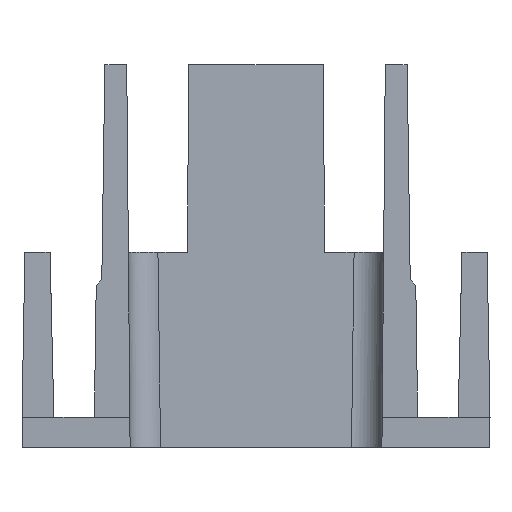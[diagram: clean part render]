
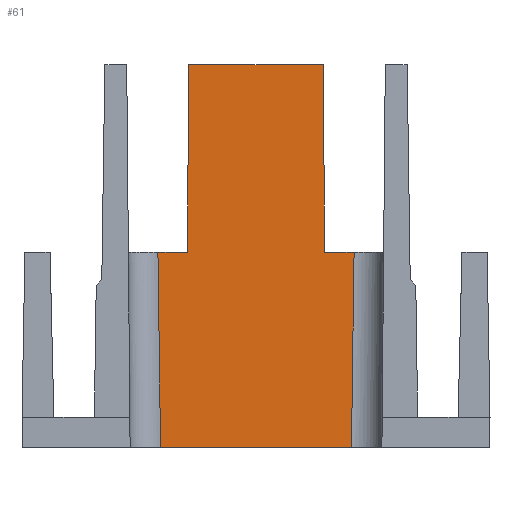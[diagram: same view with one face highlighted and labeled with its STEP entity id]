
A CAD part, front view. The second image highlights one B-rep face of the part: STEP entity #61.
In plain terms, the highlighted planar face has unit normal (0, -1, 0.009).
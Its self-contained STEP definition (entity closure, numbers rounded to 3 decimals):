
#61=ADVANCED_FACE('',(#194),#129,.T.);
#129=PLANE('',#1476);
#194=FACE_OUTER_BOUND('',#264,.T.);
#264=EDGE_LOOP('',(#450,#451,#452,#453,#454,#455,#456,#457));
#327=ELLIPSE('',#1471,2472.025,1.);
#328=ELLIPSE('',#1473,2472.025,1.);
#450=ORIENTED_EDGE('',*,*,#956,.F.);
#451=ORIENTED_EDGE('',*,*,#963,.F.);
#452=ORIENTED_EDGE('',*,*,#967,.T.);
#453=ORIENTED_EDGE('',*,*,#964,.F.);
#454=ORIENTED_EDGE('',*,*,#951,.F.);
#455=ORIENTED_EDGE('',*,*,#968,.T.);
#456=ORIENTED_EDGE('',*,*,#969,.T.);
#457=ORIENTED_EDGE('',*,*,#970,.F.);
#806=VERTEX_POINT('',#2056);
#807=VERTEX_POINT('',#2058);
#811=VERTEX_POINT('',#2067);
#812=VERTEX_POINT('',#2069);
#817=VERTEX_POINT('',#2081);
#818=VERTEX_POINT('',#2085);
#820=VERTEX_POINT('',#2092);
#821=VERTEX_POINT('',#2094);
#951=EDGE_CURVE('',#806,#807,#1148,.T.);
#956=EDGE_CURVE('',#811,#812,#1151,.T.);
#963=EDGE_CURVE('',#817,#811,#327,.T.);
#964=EDGE_CURVE('',#807,#818,#328,.T.);
#967=EDGE_CURVE('',#817,#818,#1157,.T.);
#968=EDGE_CURVE('',#806,#820,#1158,.T.);
#969=EDGE_CURVE('',#820,#821,#1159,.T.);
#970=EDGE_CURVE('',#812,#821,#1160,.T.);
#1148=LINE('',#2057,#1336);
#1151=LINE('',#2068,#1339);
#1157=LINE('',#2090,#1345);
#1158=LINE('',#2091,#1346);
#1159=LINE('',#2093,#1347);
#1160=LINE('',#2095,#1348);
#1336=VECTOR('',#1647,1.);
#1339=VECTOR('',#1656,1.);
#1345=VECTOR('',#1678,1.);
#1346=VECTOR('',#1679,1.);
#1347=VECTOR('',#1680,1.);
#1348=VECTOR('',#1681,1.);
#1471=AXIS2_PLACEMENT_3D('',#2082,#1667,#1668);
#1473=AXIS2_PLACEMENT_3D('',#2084,#1671,#1672);
#1476=AXIS2_PLACEMENT_3D('',#2096,#1682,#1683);
#1647=DIRECTION('',(1.,0.,0.));
#1656=DIRECTION('',(1.,0.,0.));
#1667=DIRECTION('',(0.,-1.,0.009));
#1668=DIRECTION('',(-0.009,0.009,1.));
#1671=DIRECTION('',(0.,-1.,0.009));
#1672=DIRECTION('',(-0.009,-0.009,-1.));
#1678=DIRECTION('',(1.,0.,0.));
#1679=DIRECTION('',(-0.009,0.009,1.));
#1680=DIRECTION('',(-1.,0.,0.));
#1681=DIRECTION('',(0.009,0.009,1.));
#1682=DIRECTION('',(0.,-1.,0.009));
#1683=DIRECTION('',(0.,-0.009,-1.));
#2056=CARTESIAN_POINT('',(2.5,7.452,1.63));
#2057=CARTESIAN_POINT('',(4.64,7.452,1.63));
#2058=CARTESIAN_POINT('',(3.566,7.452,1.63));
#2067=CARTESIAN_POINT('',(-3.566,7.452,1.63));
#2068=CARTESIAN_POINT('',(4.64,7.452,1.63));
#2069=CARTESIAN_POINT('',(-2.5,7.452,1.63));
#2081=CARTESIAN_POINT('',(-3.472,7.39,-5.47));
#2082=CARTESIAN_POINT('',(18.061,-14.06,-2463.385));
#2084=CARTESIAN_POINT('',(-18.061,-14.06,-2463.385));
#2085=CARTESIAN_POINT('',(3.472,7.39,-5.47));
#2090=CARTESIAN_POINT('',(2.44,7.39,-5.47));
#2091=CARTESIAN_POINT('',(2.44,7.511,8.45));
#2092=CARTESIAN_POINT('',(2.44,7.511,8.45));
#2093=CARTESIAN_POINT('',(2.44,7.511,8.45));
#2094=CARTESIAN_POINT('',(-2.44,7.511,8.45));
#2095=CARTESIAN_POINT('',(-2.44,7.511,8.45));
#2096=CARTESIAN_POINT('',(2.44,7.511,8.45));
